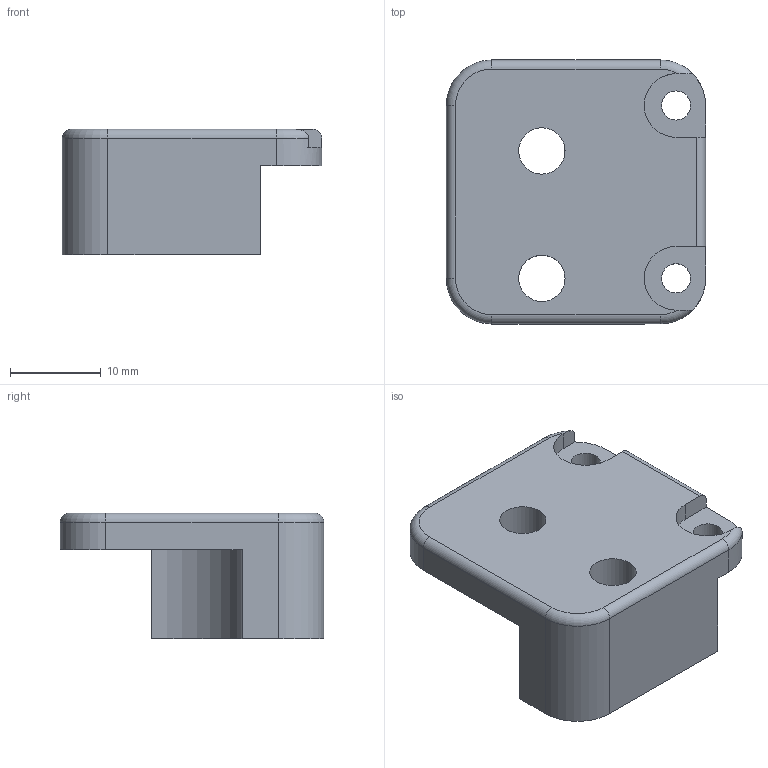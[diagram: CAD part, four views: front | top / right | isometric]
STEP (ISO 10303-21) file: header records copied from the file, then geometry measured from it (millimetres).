
FILE_DESCRIPTION(('FreeCAD Model'),'2;1');
FILE_NAME('Open CASCADE Shape Model','2025-04-24T15:17:39',(''),(''), 'Open CASCADE STEP processor 7.8','FreeCAD','Unknown');
FILE_SCHEMA(('AUTOMOTIVE_DESIGN { 1 0 10303 214 1 1 1 1 }'));
Length unit declared in the file: millimetre
Products named in the file (1): YCarriage_top_right
Bounding box: 28.5 x 29 x 13.8 mm (x, y, z)
Volume: 4851.2 mm3; surface area: 2977.7 mm2
Topology: 1 solids, 1 shells, 35 faces, 93 edges, 60 vertices
Faces by surface type: plane 16, cylinder 15, torus 4
Full cylindrical faces by diameter (mm): 3.2 x2, 5.1 x2
Entity records: 1166 total; most frequent: CARTESIAN_POINT 228, DIRECTION 198, ORIENTED_EDGE 186, EDGE_CURVE 93, AXIS2_PLACEMENT_3D 72, VERTEX_POINT 60, LINE 54, VECTOR 54
